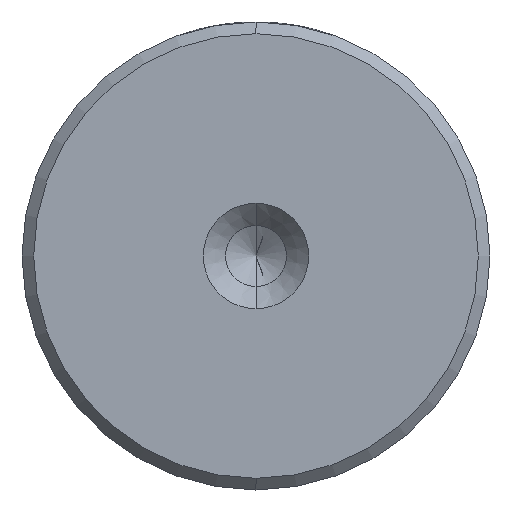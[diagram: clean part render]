
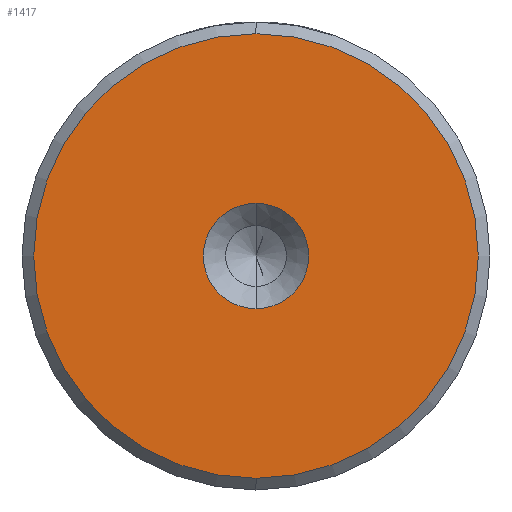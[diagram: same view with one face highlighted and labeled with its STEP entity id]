
A CAD part, left-side view. The second image highlights one B-rep face of the part: STEP entity #1417.
In plain terms, the highlighted planar face has unit normal (-1, 0, 0).
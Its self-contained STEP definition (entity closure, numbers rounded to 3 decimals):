
#21 = EDGE_CURVE ( 'NONE', #1644, #1790, #1770, .T. ) ;
#38 = ORIENTED_EDGE ( 'NONE', *, *, #1261, .F. ) ;
#52 = AXIS2_PLACEMENT_3D ( 'NONE', #1894, #1908, #1929 ) ;
#87 = ORIENTED_EDGE ( 'NONE', *, *, #1880, .F. ) ;
#118 = CIRCLE ( 'NONE', #574, 2.25 ) ;
#127 = ORIENTED_EDGE ( 'NONE', *, *, #21, .T. ) ;
#213 = DIRECTION ( 'NONE',  ( -1., 0., 0. ) ) ;
#322 = CARTESIAN_POINT ( 'NONE',  ( 0., 0., 0. ) ) ;
#435 = CARTESIAN_POINT ( 'NONE',  ( 0., 0., 0. ) ) ;
#520 = VERTEX_POINT ( 'NONE', #1010 ) ;
#574 = AXIS2_PLACEMENT_3D ( 'NONE', #1270, #213, #1442 ) ;
#598 = DIRECTION ( 'NONE',  ( 0., 0., 1. ) ) ;
#674 = DIRECTION ( 'NONE',  ( 0., 0., 1. ) ) ;
#731 = CIRCLE ( 'NONE', #2129, 2.25 ) ;
#744 = CARTESIAN_POINT ( 'NONE',  ( 0., 0., 2.25 ) ) ;
#922 = DIRECTION ( 'NONE',  ( -1., 0., 0. ) ) ;
#964 = CIRCLE ( 'NONE', #1320, 9.5 ) ;
#1010 = CARTESIAN_POINT ( 'NONE',  ( 0., 0., -2.25 ) ) ;
#1059 = FACE_OUTER_BOUND ( 'NONE', #1202, .T. ) ;
#1062 = CARTESIAN_POINT ( 'NONE',  ( 0., 0., 9.5 ) ) ;
#1084 = VERTEX_POINT ( 'NONE', #744 ) ;
#1142 = AXIS2_PLACEMENT_3D ( 'NONE', #322, #1375, #674 ) ;
#1202 = EDGE_LOOP ( 'NONE', ( #127, #2167 ) ) ;
#1209 = EDGE_LOOP ( 'NONE', ( #87, #38 ) ) ;
#1261 = EDGE_CURVE ( 'NONE', #520, #1084, #731, .T. ) ;
#1270 = CARTESIAN_POINT ( 'NONE',  ( 0., 0., 0. ) ) ;
#1320 = AXIS2_PLACEMENT_3D ( 'NONE', #1876, #922, #2019 ) ;
#1375 = DIRECTION ( 'NONE',  ( -1., 0., 0. ) ) ;
#1417 = ADVANCED_FACE ( 'NONE', ( #1059, #1481 ), #1680, .T. ) ;
#1442 = DIRECTION ( 'NONE',  ( 0., 0., 1. ) ) ;
#1481 = FACE_BOUND ( 'NONE', #1209, .T. ) ;
#1612 = DIRECTION ( 'NONE',  ( -1., 0., 0. ) ) ;
#1644 = VERTEX_POINT ( 'NONE', #1660 ) ;
#1660 = CARTESIAN_POINT ( 'NONE',  ( 0., 0., -9.5 ) ) ;
#1680 = PLANE ( 'NONE',  #1142 ) ;
#1770 = CIRCLE ( 'NONE', #52, 9.5 ) ;
#1789 = EDGE_CURVE ( 'NONE', #1790, #1644, #964, .T. ) ;
#1790 = VERTEX_POINT ( 'NONE', #1062 ) ;
#1876 = CARTESIAN_POINT ( 'NONE',  ( 0., 0., 0. ) ) ;
#1880 = EDGE_CURVE ( 'NONE', #1084, #520, #118, .T. ) ;
#1894 = CARTESIAN_POINT ( 'NONE',  ( 0., 0., 0. ) ) ;
#1908 = DIRECTION ( 'NONE',  ( -1., 0., 0. ) ) ;
#1929 = DIRECTION ( 'NONE',  ( 0., 0., 1. ) ) ;
#2019 = DIRECTION ( 'NONE',  ( 0., 0., 1. ) ) ;
#2129 = AXIS2_PLACEMENT_3D ( 'NONE', #435, #1612, #598 ) ;
#2167 = ORIENTED_EDGE ( 'NONE', *, *, #1789, .T. ) ;
